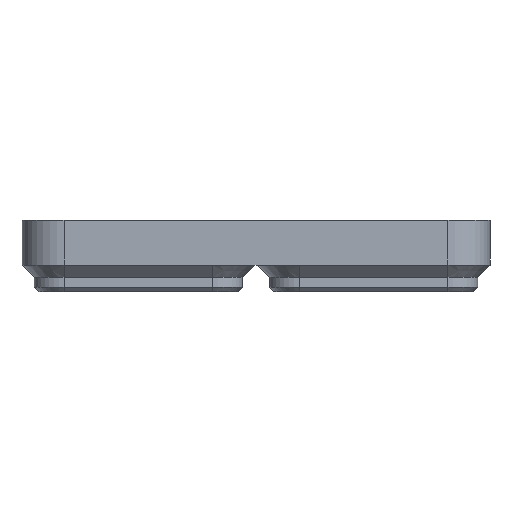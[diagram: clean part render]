
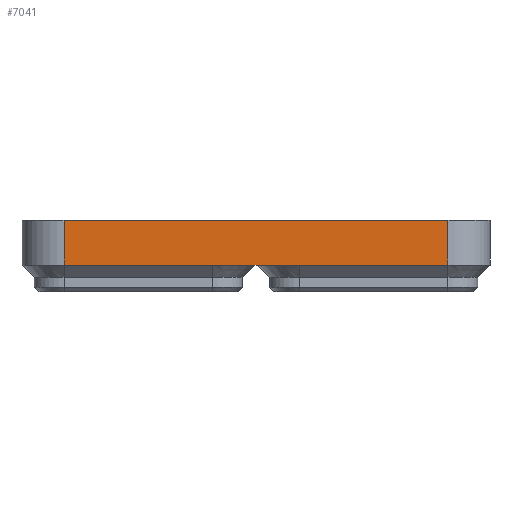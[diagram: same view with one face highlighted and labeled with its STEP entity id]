
A CAD part, front view. The second image highlights one B-rep face of the part: STEP entity #7041.
In plain terms, the highlighted planar face has unit normal (0, -1, 0).
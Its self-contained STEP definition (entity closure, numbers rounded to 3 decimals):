
#330=LINE('',#10827,#998);
#367=LINE('',#10940,#1035);
#368=LINE('',#10946,#1036);
#369=LINE('',#10949,#1037);
#370=LINE('',#10950,#1038);
#371=LINE('',#10951,#1039);
#998=VECTOR('',#8449,1000.);
#1035=VECTOR('',#8544,1000.);
#1036=VECTOR('',#8551,1000.);
#1037=VECTOR('',#8552,1000.);
#1038=VECTOR('',#8553,1000.);
#1039=VECTOR('',#8554,1000.);
#1786=ORIENTED_EDGE('',*,*,#3918,.T.);
#1787=ORIENTED_EDGE('',*,*,#3919,.T.);
#1788=ORIENTED_EDGE('',*,*,#3915,.F.);
#1789=ORIENTED_EDGE('',*,*,#3920,.F.);
#1790=ORIENTED_EDGE('',*,*,#3856,.F.);
#1791=ORIENTED_EDGE('',*,*,#3921,.F.);
#3856=EDGE_CURVE('',#4928,#4929,#330,.T.);
#3915=EDGE_CURVE('',#4976,#4977,#367,.T.);
#3918=EDGE_CURVE('',#4978,#4979,#368,.T.);
#3919=EDGE_CURVE('',#4979,#4977,#369,.T.);
#3920=EDGE_CURVE('',#4929,#4976,#370,.T.);
#3921=EDGE_CURVE('',#4978,#4928,#371,.T.);
#4928=VERTEX_POINT('',#10826);
#4929=VERTEX_POINT('',#10828);
#4976=VERTEX_POINT('',#10941);
#4977=VERTEX_POINT('',#10942);
#4978=VERTEX_POINT('',#10947);
#4979=VERTEX_POINT('',#10948);
#5834=EDGE_LOOP('',(#1786,#1787,#1788,#1789,#1790,#1791));
#6328=FACE_BOUND('',#5834,.T.);
#6818=PLANE('',#7552);
#7041=ADVANCED_FACE('',(#6328),#6818,.F.);
#7552=AXIS2_PLACEMENT_3D('',#10945,#8549,#8550);
#8449=DIRECTION('',(-1.,0.,0.));
#8544=DIRECTION('',(0.,0.,1.));
#8549=DIRECTION('',(0.,1.,0.));
#8550=DIRECTION('',(0.,0.,1.));
#8551=DIRECTION('',(0.,0.,1.));
#8552=DIRECTION('',(-1.,0.,0.));
#8553=DIRECTION('',(-1.,0.,0.));
#8554=DIRECTION('',(-1.,0.,0.));
#10826=CARTESIAN_POINT('',(7.75,-83.75,-1.));
#10827=CARTESIAN_POINT('',(0.,-83.75,-1.));
#10828=CARTESIAN_POINT('',(-7.75,-83.75,-1.));
#10940=CARTESIAN_POINT('',(-34.25,-83.75,-1.));
#10941=CARTESIAN_POINT('',(-34.25,-83.75,-1.));
#10942=CARTESIAN_POINT('',(-34.25,-83.75,7.));
#10945=CARTESIAN_POINT('',(0.,-83.75,-1.));
#10946=CARTESIAN_POINT('',(34.25,-83.75,-1.));
#10947=CARTESIAN_POINT('',(34.25,-83.75,-1.));
#10948=CARTESIAN_POINT('',(34.25,-83.75,7.));
#10949=CARTESIAN_POINT('',(0.,-83.75,7.));
#10950=CARTESIAN_POINT('',(0.,-83.75,-1.));
#10951=CARTESIAN_POINT('',(0.,-83.75,-1.));
